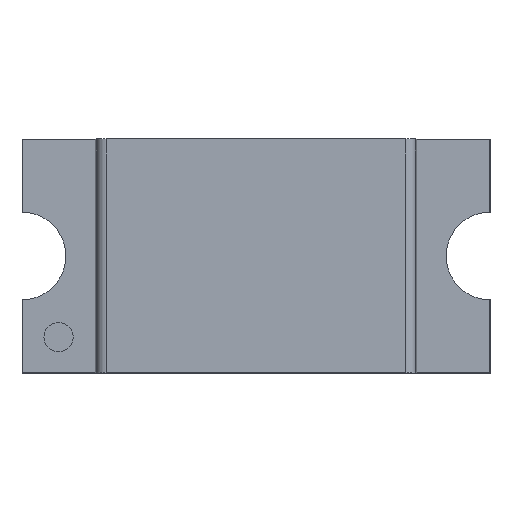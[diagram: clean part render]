
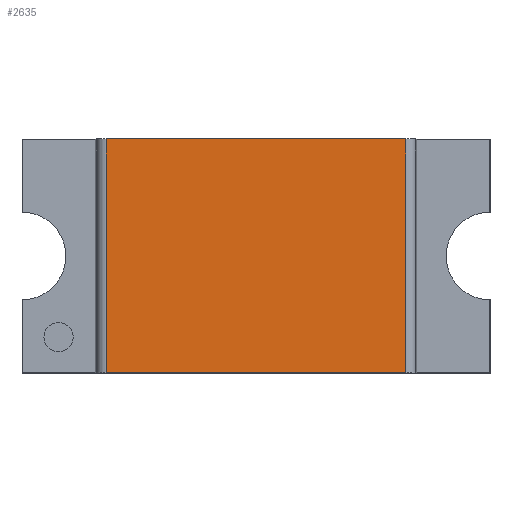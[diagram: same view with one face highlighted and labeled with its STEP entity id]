
A CAD part, top view. The second image highlights one B-rep face of the part: STEP entity #2635.
In plain terms, the highlighted planar face has unit normal (0, 0, 1).
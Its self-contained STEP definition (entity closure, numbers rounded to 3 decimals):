
#660=ORIENTED_EDGE('',*,*,#971,.T.);
#661=ORIENTED_EDGE('',*,*,#972,.F.);
#662=ORIENTED_EDGE('',*,*,#973,.F.);
#663=ORIENTED_EDGE('',*,*,#969,.T.);
#969=EDGE_CURVE('',#1170,#1169,#1432,.T.);
#971=EDGE_CURVE('',#1169,#1171,#1433,.T.);
#972=EDGE_CURVE('',#1172,#1171,#1434,.T.);
#973=EDGE_CURVE('',#1170,#1172,#1435,.T.);
#1169=VERTEX_POINT('',#4027);
#1170=VERTEX_POINT('',#4029);
#1171=VERTEX_POINT('',#4033);
#1172=VERTEX_POINT('',#4035);
#1432=LINE('',#4028,#1695);
#1433=LINE('',#4032,#1696);
#1434=LINE('',#4034,#1697);
#1435=LINE('',#4036,#1698);
#1695=VECTOR('',#3348,1000.);
#1696=VECTOR('',#3353,1000.);
#1697=VECTOR('',#3354,1000.);
#1698=VECTOR('',#3355,1000.);
#1814=EDGE_LOOP('',(#660,#661,#662,#663));
#1933=FACE_BOUND('',#1814,.T.);
#2033=PLANE('',#2802);
#2635=ADVANCED_FACE('',(#1933),#2033,.F.);
#2802=AXIS2_PLACEMENT_3D('',#4031,#3351,#3352);
#3348=DIRECTION('',(0.,1.,0.));
#3351=DIRECTION('',(0.,0.,-1.));
#3352=DIRECTION('',(-1.,0.,0.));
#3353=DIRECTION('',(-1.,0.,0.));
#3354=DIRECTION('',(0.,1.,0.));
#3355=DIRECTION('',(-1.,0.,0.));
#4027=CARTESIAN_POINT('',(0.511,0.4,0.25));
#4028=CARTESIAN_POINT('',(0.511,-0.4,0.25));
#4029=CARTESIAN_POINT('',(0.511,-0.4,0.25));
#4031=CARTESIAN_POINT('',(-0.511,-0.4,0.25));
#4032=CARTESIAN_POINT('',(-0.511,0.4,0.25));
#4033=CARTESIAN_POINT('',(-0.511,0.4,0.25));
#4034=CARTESIAN_POINT('',(-0.511,-0.4,0.25));
#4035=CARTESIAN_POINT('',(-0.511,-0.4,0.25));
#4036=CARTESIAN_POINT('',(-0.511,-0.4,0.25));
